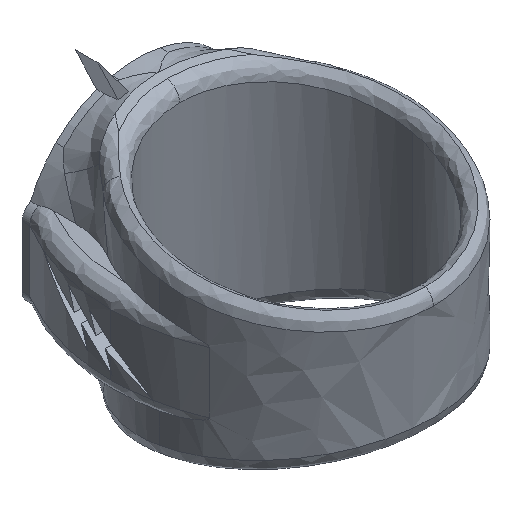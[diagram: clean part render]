
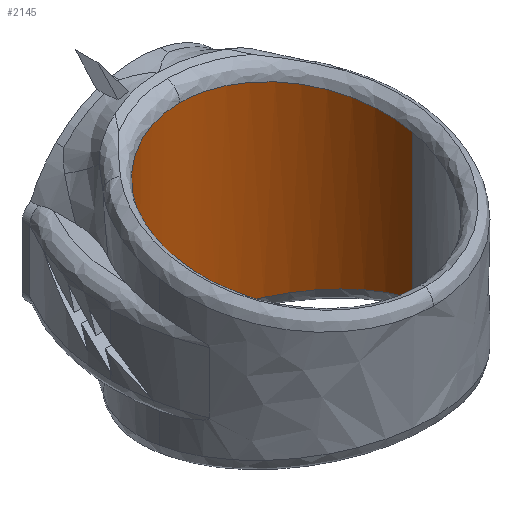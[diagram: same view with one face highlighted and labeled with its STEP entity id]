
A CAD part, isometric view. The second image highlights one B-rep face of the part: STEP entity #2145.
In plain terms, the highlighted free-form (B-spline) face has degree [2, 1] with [5, 2] control points.
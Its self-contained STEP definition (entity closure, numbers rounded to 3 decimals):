
#349 = VERTEX_POINT('',#350);
#350 = CARTESIAN_POINT('',(0.,8.711,
    7.303));
#356 = EDGE_CURVE('',#357,#349,#359,.T.);
#357 = VERTEX_POINT('',#358);
#358 = CARTESIAN_POINT('',(8.711,0.,
    5.387));
#359 = ( BOUNDED_CURVE() B_SPLINE_CURVE(3,(#360,#361,#362,#363),
.UNSPECIFIED.,.F.,.F.) B_SPLINE_CURVE_WITH_KNOTS((4,4),(1.571,
3.142),.PIECEWISE_BEZIER_KNOTS.) CURVE() 
GEOMETRIC_REPRESENTATION_ITEM() RATIONAL_B_SPLINE_CURVE((1.,
0.805,0.805,1.)) REPRESENTATION_ITEM('') );
#360 = CARTESIAN_POINT('',(8.711,0.,
    5.387));
#361 = CARTESIAN_POINT('',(8.711,5.103,6.509)
  );
#362 = CARTESIAN_POINT('',(5.103,8.711,7.303)
  );
#363 = CARTESIAN_POINT('',(0.,8.711,
    7.303));
#493 = VERTEX_POINT('',#494);
#494 = CARTESIAN_POINT('',(-8.711,0.,-5.387));
#569 = VERTEX_POINT('',#570);
#570 = CARTESIAN_POINT('',(0.,8.711,-7.303));
#576 = EDGE_CURVE('',#493,#569,#577,.T.);
#577 = ( BOUNDED_CURVE() B_SPLINE_CURVE(3,(#578,#579,#580,#581),
.UNSPECIFIED.,.F.,.F.) B_SPLINE_CURVE_WITH_KNOTS((4,4),(4.712,
6.283),.PIECEWISE_BEZIER_KNOTS.) CURVE() 
GEOMETRIC_REPRESENTATION_ITEM() RATIONAL_B_SPLINE_CURVE((1.,
0.805,0.805,1.)) REPRESENTATION_ITEM('') );
#578 = CARTESIAN_POINT('',(-8.711,0.,-5.387));
#579 = CARTESIAN_POINT('',(-8.711,5.103,
    -6.509));
#580 = CARTESIAN_POINT('',(-5.103,8.711,
    -7.303));
#581 = CARTESIAN_POINT('',(0.,8.711,-7.303));
#641 = EDGE_CURVE('',#642,#493,#644,.T.);
#642 = VERTEX_POINT('',#643);
#643 = CARTESIAN_POINT('',(-8.711,0.,5.387));
#644 = B_SPLINE_CURVE_WITH_KNOTS('',1,(#645,#646),.UNSPECIFIED.,.F.,.F.,
  (2,2),(3.516,15.534),.PIECEWISE_BEZIER_KNOTS.);
#645 = CARTESIAN_POINT('',(-8.711,0.,5.387));
#646 = CARTESIAN_POINT('',(-8.711,0.,-5.387));
#650 = VERTEX_POINT('',#651);
#651 = CARTESIAN_POINT('',(8.711,0.,
    -5.387));
#658 = EDGE_CURVE('',#357,#650,#659,.T.);
#659 = B_SPLINE_CURVE_WITH_KNOTS('',1,(#660,#661),.UNSPECIFIED.,.F.,.F.,
  (2,2),(3.516,15.534),.PIECEWISE_BEZIER_KNOTS.);
#660 = CARTESIAN_POINT('',(8.711,0.,
    5.387));
#661 = CARTESIAN_POINT('',(8.711,0.,
    -5.387));
#2145 = ADVANCED_FACE('',(#2146),#2166,.F.);
#2146 = FACE_BOUND('',#2147,.F.);
#2147 = EDGE_LOOP('',(#2148,#2155,#2156,#2157,#2164,#2165));
#2148 = ORIENTED_EDGE('',*,*,#2149,.F.);
#2149 = EDGE_CURVE('',#569,#650,#2150,.T.);
#2150 = ( BOUNDED_CURVE() B_SPLINE_CURVE(3,(#2151,#2152,#2153,#2154),
.UNSPECIFIED.,.F.,.F.) B_SPLINE_CURVE_WITH_KNOTS((4,4),(0.,
1.571),.PIECEWISE_BEZIER_KNOTS.) CURVE() 
GEOMETRIC_REPRESENTATION_ITEM() RATIONAL_B_SPLINE_CURVE((1.,
0.805,0.805,1.)) REPRESENTATION_ITEM('') );
#2151 = CARTESIAN_POINT('',(0.,8.711,-7.303));
#2152 = CARTESIAN_POINT('',(5.103,8.711,
    -7.303));
#2153 = CARTESIAN_POINT('',(8.711,5.103,
    -6.509));
#2154 = CARTESIAN_POINT('',(8.711,0.,
    -5.387));
#2155 = ORIENTED_EDGE('',*,*,#576,.F.);
#2156 = ORIENTED_EDGE('',*,*,#641,.F.);
#2157 = ORIENTED_EDGE('',*,*,#2158,.F.);
#2158 = EDGE_CURVE('',#349,#642,#2159,.T.);
#2159 = ( BOUNDED_CURVE() B_SPLINE_CURVE(3,(#2160,#2161,#2162,#2163),
.UNSPECIFIED.,.F.,.F.) B_SPLINE_CURVE_WITH_KNOTS((4,4),(3.142,
4.712),.PIECEWISE_BEZIER_KNOTS.) CURVE() 
GEOMETRIC_REPRESENTATION_ITEM() RATIONAL_B_SPLINE_CURVE((1.,
0.805,0.805,1.)) REPRESENTATION_ITEM('') );
#2160 = CARTESIAN_POINT('',(0.,8.711,
    7.303));
#2161 = CARTESIAN_POINT('',(-5.103,8.711,
    7.303));
#2162 = CARTESIAN_POINT('',(-8.711,5.103,
    6.509));
#2163 = CARTESIAN_POINT('',(-8.711,0.,5.387));
#2164 = ORIENTED_EDGE('',*,*,#356,.F.);
#2165 = ORIENTED_EDGE('',*,*,#658,.T.);
#2166 = ( BOUNDED_SURFACE() B_SPLINE_SURFACE(2,1,(
    (#2167,#2168)
    ,(#2169,#2170)
    ,(#2171,#2172)
    ,(#2173,#2174)
    ,(#2175,#2176
)),.UNSPECIFIED.,.F.,.F.,.F.) B_SPLINE_SURFACE_WITH_KNOTS((3,2,3),(2,2),
  (0.,1.571,3.142),(1.38,17.67),
.PIECEWISE_BEZIER_KNOTS.) GEOMETRIC_REPRESENTATION_ITEM() 
RATIONAL_B_SPLINE_SURFACE((
    (1.,1.)
    ,(0.707,0.707)
    ,(1.,1.)
    ,(0.707,0.707)
,(1.,1.))) REPRESENTATION_ITEM('') SURFACE() );
#2167 = CARTESIAN_POINT('',(-8.711,0.,7.303));
#2168 = CARTESIAN_POINT('',(-8.711,0.,-7.303));
#2169 = CARTESIAN_POINT('',(-8.711,8.711,
    7.303));
#2170 = CARTESIAN_POINT('',(-8.711,8.711,
    -7.303));
#2171 = CARTESIAN_POINT('',(0.,8.711,
    7.303));
#2172 = CARTESIAN_POINT('',(0.,8.711,
    -7.303));
#2173 = CARTESIAN_POINT('',(8.711,8.711,7.303
    ));
#2174 = CARTESIAN_POINT('',(8.711,8.711,
    -7.303));
#2175 = CARTESIAN_POINT('',(8.711,0.,
    7.303));
#2176 = CARTESIAN_POINT('',(8.711,0.,
    -7.303));
